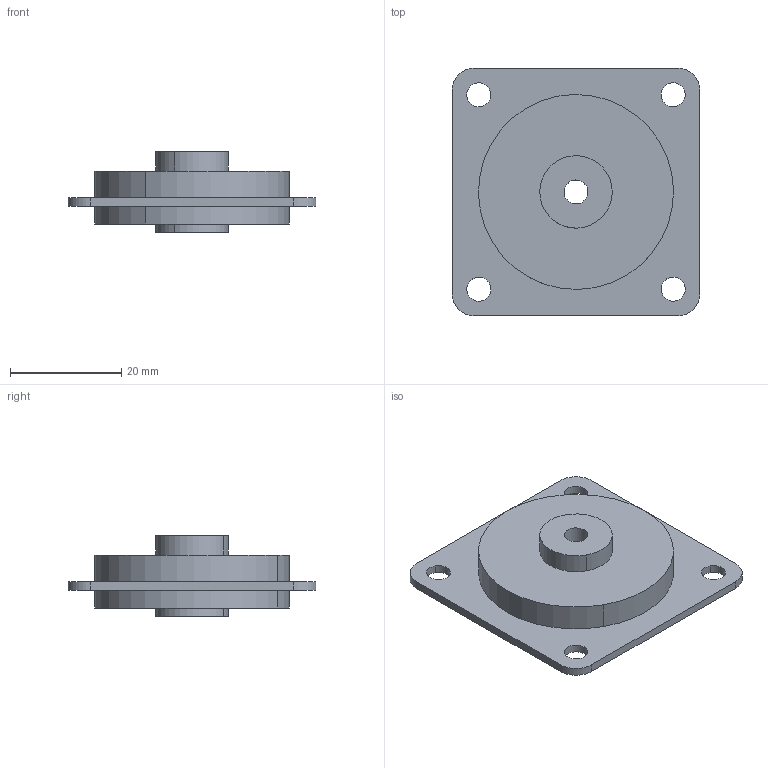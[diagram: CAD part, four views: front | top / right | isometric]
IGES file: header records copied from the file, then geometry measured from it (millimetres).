
Start section: START RECORD GO HERE.
Global section: file name: 3D-IEX-E1E32S-AL.igs; native system: IBM CATIA IGES - CATIA Version 5 Release 17 ; preprocessor: CATIA Version 5 Release 17 ; author: A0H03062; organization: LEV3; date: 20100223.160001; units: millimetre
Bounding box: 44.5 x 44.5 x 14.5 mm (x, y, z)
Surface area: 5405.3 mm2 (no closed solid volume)
Topology: 0 solids, 0 shells, 32 faces, 156 edges, 156 vertices
Faces by surface type: revolution 22, plane 10
